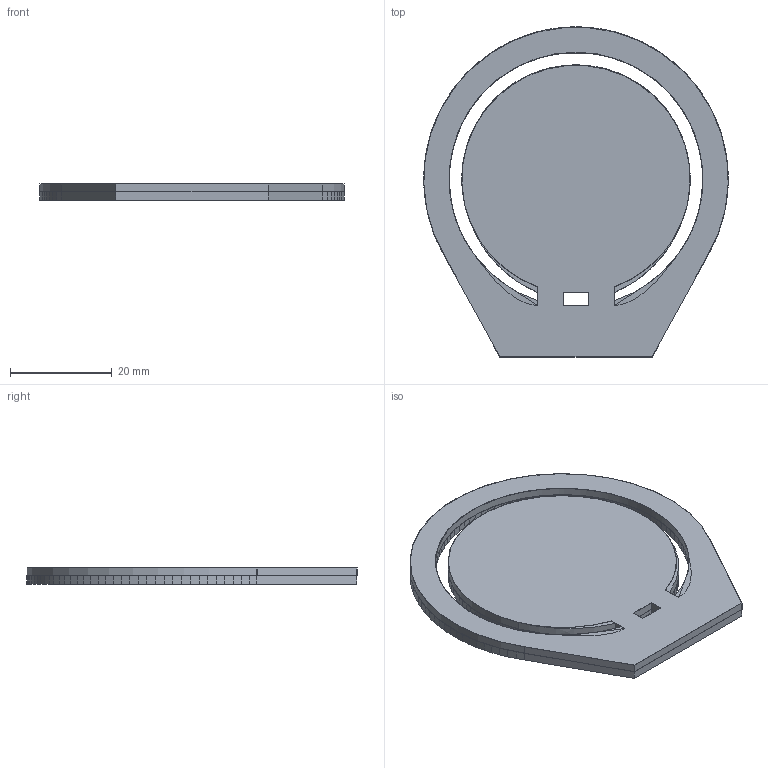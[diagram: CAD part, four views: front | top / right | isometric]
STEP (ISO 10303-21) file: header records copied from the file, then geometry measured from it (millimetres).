
FILE_DESCRIPTION(('Open CASCADE Model'),'2;1');
FILE_NAME('Open CASCADE Shape Model','2023-08-14T22:05:03',('Author'),( 'Open CASCADE'),'Open CASCADE STEP processor 7.5','Open CASCADE 7.5' ,'Unknown');
FILE_SCHEMA(('AUTOMOTIVE_DESIGN { 1 0 10303 214 1 1 1 1 }'));
Length unit declared in the file: millimetre
Products named in the file (7): Open CASCADE STEP translator 7.5 2; Open CASCADE STEP translator 7.5 3; Open CASCADE STEP translator 7.5 4; Open CASCADE STEP translator 7.5 5; Open CASCADE STEP translator 7.5 6; Open CASCADE STEP translator 7.5 7; Open CASCADE STEP translator 7.5 8
Bounding box: 59.99 x 65.06 x 3.21 mm (x, y, z)
Surface area: 43753.7 mm2
Topology: 7 solids, 7 shells, 364 faces, 1050 edges, 700 vertices
Faces by surface type: plane 334, cylinder 18, extrusion 12
Entity records: 12613 total; most frequent: CARTESIAN_POINT 2187, ORIENTED_EDGE 2100, DIRECTION 1780, EDGE_CURVE 1050, VECTOR 1002, LINE 990, VERTEX_POINT 700, FACE_BOUND 392
